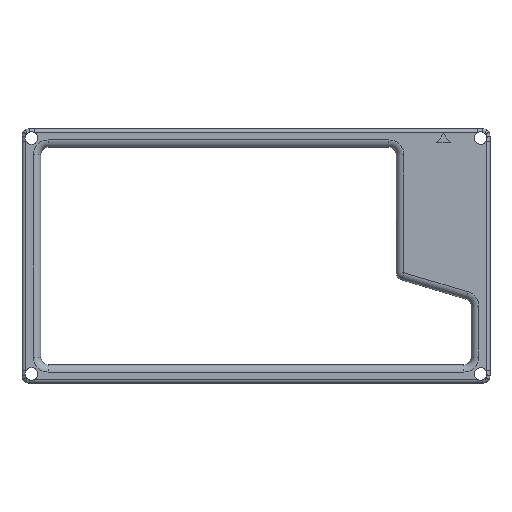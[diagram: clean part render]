
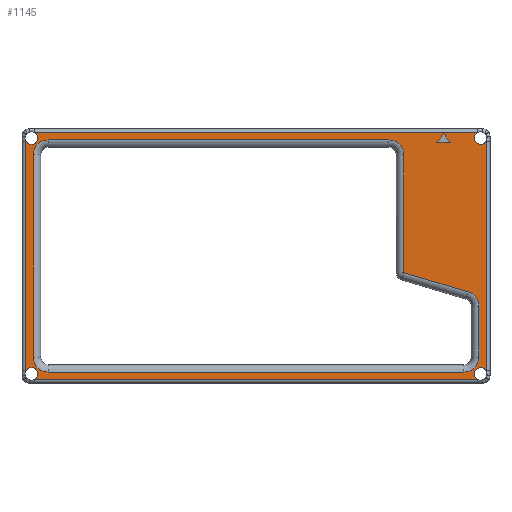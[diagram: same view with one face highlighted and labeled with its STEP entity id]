
A CAD part, top view. The second image highlights one B-rep face of the part: STEP entity #1145.
In plain terms, the highlighted planar face has unit normal (0, 0, 1).
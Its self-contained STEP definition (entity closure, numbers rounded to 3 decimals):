
#50=FACE_BOUND('',#279,.T.);
#51=FACE_BOUND('',#280,.T.);
#88=CIRCLE('',#1211,4.);
#93=CIRCLE('',#1218,4.);
#102=CIRCLE('',#1232,4.);
#107=CIRCLE('',#1239,4.);
#112=CIRCLE('',#1247,4.);
#122=CIRCLE('',#1267,1.7);
#123=CIRCLE('',#1268,1.7);
#124=CIRCLE('',#1269,1.7);
#125=CIRCLE('',#1270,1.7);
#126=CIRCLE('',#1271,1.7);
#127=CIRCLE('',#1272,1.7);
#203=FACE_OUTER_BOUND('',#278,.T.);
#278=EDGE_LOOP('',(#869,#870,#871,#872,#873,#874,#875,#876,#877,#878));
#279=EDGE_LOOP('',(#879,#880,#881));
#280=EDGE_LOOP('',(#882,#883,#884,#885,#886,#887,#888,#889,#890,#891,#892));
#324=LINE('',#1715,#395);
#328=LINE('',#1723,#399);
#331=LINE('',#1728,#402);
#339=LINE('',#1775,#410);
#345=LINE('',#1808,#416);
#349=LINE('',#1826,#420);
#351=LINE('',#1829,#422);
#353=LINE('',#1832,#424);
#355=LINE('',#1835,#426);
#367=LINE('',#1874,#438);
#368=LINE('',#1878,#439);
#369=LINE('',#1884,#440);
#370=LINE('',#1890,#441);
#395=VECTOR('',#1352,10.);
#399=VECTOR('',#1358,10.);
#402=VECTOR('',#1363,10.);
#410=VECTOR('',#1415,10.);
#416=VECTOR('',#1451,10.);
#420=VECTOR('',#1471,10.);
#422=VECTOR('',#1475,10.);
#424=VECTOR('',#1479,10.);
#426=VECTOR('',#1483,10.);
#438=VECTOR('',#1521,10.);
#439=VECTOR('',#1524,10.);
#440=VECTOR('',#1529,10.);
#441=VECTOR('',#1534,10.);
#466=VERTEX_POINT('',#1713);
#467=VERTEX_POINT('',#1714);
#470=VERTEX_POINT('',#1722);
#473=VERTEX_POINT('',#1733);
#475=VERTEX_POINT('',#1737);
#479=VERTEX_POINT('',#1748);
#481=VERTEX_POINT('',#1752);
#485=VERTEX_POINT('',#1763);
#490=VERTEX_POINT('',#1779);
#492=VERTEX_POINT('',#1783);
#496=VERTEX_POINT('',#1794);
#498=VERTEX_POINT('',#1798);
#502=VERTEX_POINT('',#1812);
#504=VERTEX_POINT('',#1816);
#519=VERTEX_POINT('',#1872);
#520=VERTEX_POINT('',#1873);
#521=VERTEX_POINT('',#1875);
#522=VERTEX_POINT('',#1877);
#523=VERTEX_POINT('',#1879);
#524=VERTEX_POINT('',#1881);
#525=VERTEX_POINT('',#1883);
#526=VERTEX_POINT('',#1885);
#527=VERTEX_POINT('',#1887);
#528=VERTEX_POINT('',#1889);
#571=EDGE_CURVE('',#466,#467,#324,.T.);
#575=EDGE_CURVE('',#470,#466,#328,.T.);
#578=EDGE_CURVE('',#467,#470,#331,.T.);
#583=EDGE_CURVE('',#475,#473,#88,.T.);
#590=EDGE_CURVE('',#481,#479,#93,.T.);
#600=EDGE_CURVE('',#473,#485,#339,.T.);
#605=EDGE_CURVE('',#492,#490,#102,.T.);
#612=EDGE_CURVE('',#498,#496,#107,.T.);
#616=EDGE_CURVE('',#485,#498,#345,.T.);
#621=EDGE_CURVE('',#504,#502,#112,.T.);
#625=EDGE_CURVE('',#496,#504,#349,.T.);
#627=EDGE_CURVE('',#502,#492,#351,.T.);
#629=EDGE_CURVE('',#490,#481,#353,.T.);
#631=EDGE_CURVE('',#479,#475,#355,.T.);
#651=EDGE_CURVE('',#519,#520,#367,.T.);
#652=EDGE_CURVE('',#519,#521,#122,.T.);
#653=EDGE_CURVE('',#522,#521,#368,.T.);
#654=EDGE_CURVE('',#522,#523,#123,.T.);
#655=EDGE_CURVE('',#523,#524,#124,.T.);
#656=EDGE_CURVE('',#525,#524,#369,.T.);
#657=EDGE_CURVE('',#525,#526,#125,.T.);
#658=EDGE_CURVE('',#526,#527,#126,.T.);
#659=EDGE_CURVE('',#528,#527,#370,.T.);
#660=EDGE_CURVE('',#528,#520,#127,.T.);
#869=ORIENTED_EDGE('',*,*,#651,.F.);
#870=ORIENTED_EDGE('',*,*,#652,.T.);
#871=ORIENTED_EDGE('',*,*,#653,.F.);
#872=ORIENTED_EDGE('',*,*,#654,.T.);
#873=ORIENTED_EDGE('',*,*,#655,.T.);
#874=ORIENTED_EDGE('',*,*,#656,.F.);
#875=ORIENTED_EDGE('',*,*,#657,.T.);
#876=ORIENTED_EDGE('',*,*,#658,.T.);
#877=ORIENTED_EDGE('',*,*,#659,.F.);
#878=ORIENTED_EDGE('',*,*,#660,.T.);
#879=ORIENTED_EDGE('',*,*,#571,.T.);
#880=ORIENTED_EDGE('',*,*,#578,.T.);
#881=ORIENTED_EDGE('',*,*,#575,.T.);
#882=ORIENTED_EDGE('',*,*,#621,.F.);
#883=ORIENTED_EDGE('',*,*,#625,.F.);
#884=ORIENTED_EDGE('',*,*,#612,.F.);
#885=ORIENTED_EDGE('',*,*,#616,.F.);
#886=ORIENTED_EDGE('',*,*,#600,.F.);
#887=ORIENTED_EDGE('',*,*,#583,.F.);
#888=ORIENTED_EDGE('',*,*,#631,.F.);
#889=ORIENTED_EDGE('',*,*,#590,.F.);
#890=ORIENTED_EDGE('',*,*,#629,.F.);
#891=ORIENTED_EDGE('',*,*,#605,.F.);
#892=ORIENTED_EDGE('',*,*,#627,.F.);
#1107=PLANE('',#1266);
#1145=ADVANCED_FACE('',(#203,#50,#51),#1107,.T.);
#1211=AXIS2_PLACEMENT_3D('',#1739,#1375,#1376);
#1218=AXIS2_PLACEMENT_3D('',#1754,#1391,#1392);
#1232=AXIS2_PLACEMENT_3D('',#1785,#1425,#1426);
#1239=AXIS2_PLACEMENT_3D('',#1800,#1441,#1442);
#1247=AXIS2_PLACEMENT_3D('',#1818,#1461,#1462);
#1266=AXIS2_PLACEMENT_3D('',#1871,#1519,#1520);
#1267=AXIS2_PLACEMENT_3D('',#1876,#1522,#1523);
#1268=AXIS2_PLACEMENT_3D('',#1880,#1525,#1526);
#1269=AXIS2_PLACEMENT_3D('',#1882,#1527,#1528);
#1270=AXIS2_PLACEMENT_3D('',#1886,#1530,#1531);
#1271=AXIS2_PLACEMENT_3D('',#1888,#1532,#1533);
#1272=AXIS2_PLACEMENT_3D('',#1891,#1535,#1536);
#1352=DIRECTION('',(-1.,0.,0.));
#1358=DIRECTION('',(0.602,-0.798,0.));
#1363=DIRECTION('',(0.602,0.798,0.));
#1375=DIRECTION('center_axis',(0.,0.,1.));
#1376=DIRECTION('ref_axis',(0.802,0.597,0.));
#1391=DIRECTION('center_axis',(0.,0.,1.));
#1392=DIRECTION('ref_axis',(0.707,-0.707,0.));
#1415=DIRECTION('',(-0.958,0.286,0.));
#1425=DIRECTION('center_axis',(0.,0.,1.));
#1426=DIRECTION('ref_axis',(-0.707,-0.707,0.));
#1441=DIRECTION('center_axis',(0.,0.,1.));
#1442=DIRECTION('ref_axis',(0.707,0.707,0.));
#1451=DIRECTION('',(0.001,1.,0.));
#1461=DIRECTION('center_axis',(0.,0.,1.));
#1462=DIRECTION('ref_axis',(-0.707,0.707,0.));
#1471=DIRECTION('',(-1.,0.,0.));
#1475=DIRECTION('',(0.,-1.,0.));
#1479=DIRECTION('',(1.,0.,0.));
#1483=DIRECTION('',(0.,1.,0.));
#1519=DIRECTION('center_axis',(0.,0.,1.));
#1520=DIRECTION('ref_axis',(1.,0.,0.));
#1521=DIRECTION('',(0.,1.,0.));
#1522=DIRECTION('center_axis',(0.,0.,-1.));
#1523=DIRECTION('ref_axis',(1.,0.,0.));
#1524=DIRECTION('',(-1.,0.,0.));
#1525=DIRECTION('center_axis',(0.,0.,-1.));
#1526=DIRECTION('ref_axis',(1.,0.,0.));
#1527=DIRECTION('center_axis',(0.,0.,-1.));
#1528=DIRECTION('ref_axis',(1.,0.,0.));
#1529=DIRECTION('',(0.,-1.,0.));
#1530=DIRECTION('center_axis',(0.,0.,-1.));
#1531=DIRECTION('ref_axis',(1.,0.,0.));
#1532=DIRECTION('center_axis',(0.,0.,-1.));
#1533=DIRECTION('ref_axis',(1.,0.,0.));
#1534=DIRECTION('',(1.,0.,0.));
#1535=DIRECTION('center_axis',(0.,0.,-1.));
#1536=DIRECTION('ref_axis',(1.,0.,0.));
#1713=CARTESIAN_POINT('',(97.5,69.5,3.));
#1714=CARTESIAN_POINT('',(94.,69.5,3.));
#1715=CARTESIAN_POINT('',(71.524,69.5,3.));
#1722=CARTESIAN_POINT('',(95.75,71.82,3.));
#1723=CARTESIAN_POINT('',(94.518,73.454,3.));
#1728=CARTESIAN_POINT('',(77.9,48.158,3.));
#1733=CARTESIAN_POINT('',(102.343,29.459,3.));
#1737=CARTESIAN_POINT('',(105.198,25.626,3.));
#1739=CARTESIAN_POINT('Origin',(101.198,25.626,3.));
#1748=CARTESIAN_POINT('',(105.198,12.,3.));
#1752=CARTESIAN_POINT('',(101.198,8.,3.));
#1754=CARTESIAN_POINT('Origin',(101.198,12.,3.));
#1763=CARTESIAN_POINT('',(85.122,34.603,3.));
#1775=CARTESIAN_POINT('',(65.629,40.426,3.));
#1779=CARTESIAN_POINT('',(-10.102,8.,3.));
#1783=CARTESIAN_POINT('',(-14.102,12.,3.));
#1785=CARTESIAN_POINT('Origin',(-10.102,12.,3.));
#1794=CARTESIAN_POINT('',(81.149,70.15,3.));
#1798=CARTESIAN_POINT('',(85.149,66.147,3.));
#1800=CARTESIAN_POINT('Origin',(81.149,66.15,3.));
#1808=CARTESIAN_POINT('',(85.138,53.595,3.));
#1812=CARTESIAN_POINT('',(-14.102,66.15,3.));
#1816=CARTESIAN_POINT('',(-10.102,70.15,3.));
#1818=CARTESIAN_POINT('Origin',(-10.102,66.15,3.));
#1826=CARTESIAN_POINT('',(16.723,70.15,3.));
#1829=CARTESIAN_POINT('',(-14.102,24.538,3.));
#1832=CARTESIAN_POINT('',(74.373,8.,3.));
#1835=CARTESIAN_POINT('',(105.198,33.096,3.));
#1871=CARTESIAN_POINT('Origin',(45.548,39.075,3.));
#1872=CARTESIAN_POINT('',(-16.102,8.3,3.));
#1873=CARTESIAN_POINT('',(-16.102,69.85,3.));
#1874=CARTESIAN_POINT('',(-16.102,56.113,3.));
#1875=CARTESIAN_POINT('',(-13.802,6.,3.));
#1876=CARTESIAN_POINT('Origin',(-14.602,7.5,3.));
#1877=CARTESIAN_POINT('',(104.898,6.,3.));
#1878=CARTESIAN_POINT('',(14.223,6.,3.));
#1879=CARTESIAN_POINT('',(103.998,7.5,3.));
#1880=CARTESIAN_POINT('Origin',(105.698,7.5,3.));
#1881=CARTESIAN_POINT('',(107.198,8.3,3.));
#1882=CARTESIAN_POINT('Origin',(105.698,7.5,3.));
#1883=CARTESIAN_POINT('',(107.198,69.85,3.));
#1884=CARTESIAN_POINT('',(107.198,22.038,3.));
#1885=CARTESIAN_POINT('',(103.998,70.65,3.));
#1886=CARTESIAN_POINT('Origin',(105.698,70.65,3.));
#1887=CARTESIAN_POINT('',(104.898,72.15,3.));
#1888=CARTESIAN_POINT('Origin',(105.698,70.65,3.));
#1889=CARTESIAN_POINT('',(-13.802,72.15,3.));
#1890=CARTESIAN_POINT('',(76.873,72.15,3.));
#1891=CARTESIAN_POINT('Origin',(-14.602,70.65,3.));
